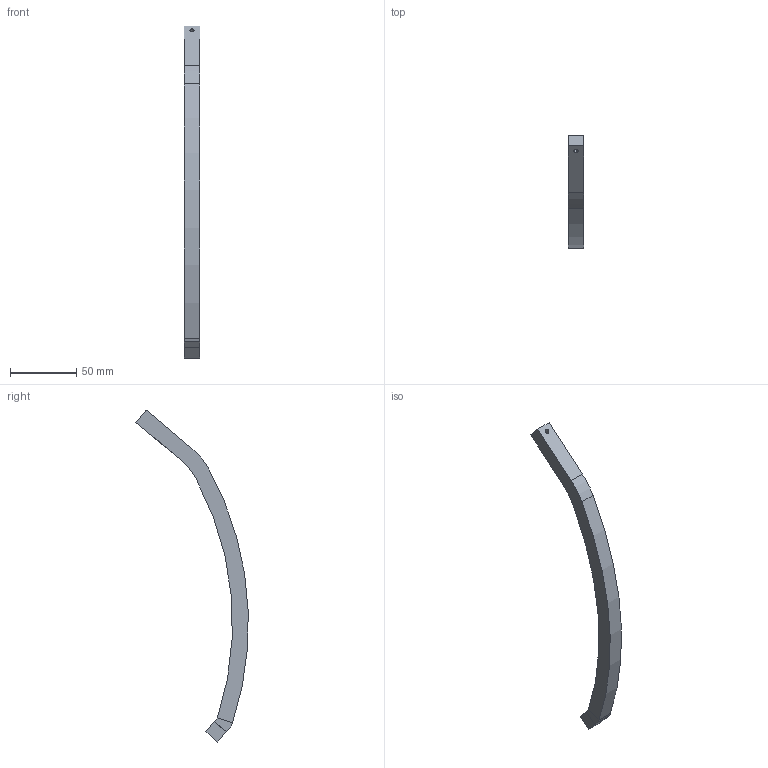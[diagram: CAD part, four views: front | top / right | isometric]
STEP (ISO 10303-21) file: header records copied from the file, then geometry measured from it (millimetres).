
FILE_DESCRIPTION (( 'STEP AP203' ), '1' );
FILE_NAME ('10_pole_30deg.step', '2020-05-23T22:39:55', ( '' ), ( '' ), 'SwSTEP 2.0', 'SolidWorks 2019', '' );
FILE_SCHEMA (( 'CONFIG_CONTROL_DESIGN' ));
Length unit declared in the file: millimetre
Products named in the file (1): 10_pole_30deg
Bounding box: 12 x 84.91 x 250.58 mm (x, y, z)
Volume: 39097 mm3; surface area: 13740.2 mm2
Topology: 2 solids, 2 shells, 27 faces, 61 edges, 38 vertices
Faces by surface type: plane 20, cylinder 7
Entity records: 824 total; most frequent: DIRECTION 131, CARTESIAN_POINT 127, ORIENTED_EDGE 122, EDGE_CURVE 61, VECTOR 47, LINE 47, AXIS2_PLACEMENT_3D 42, VERTEX_POINT 38
